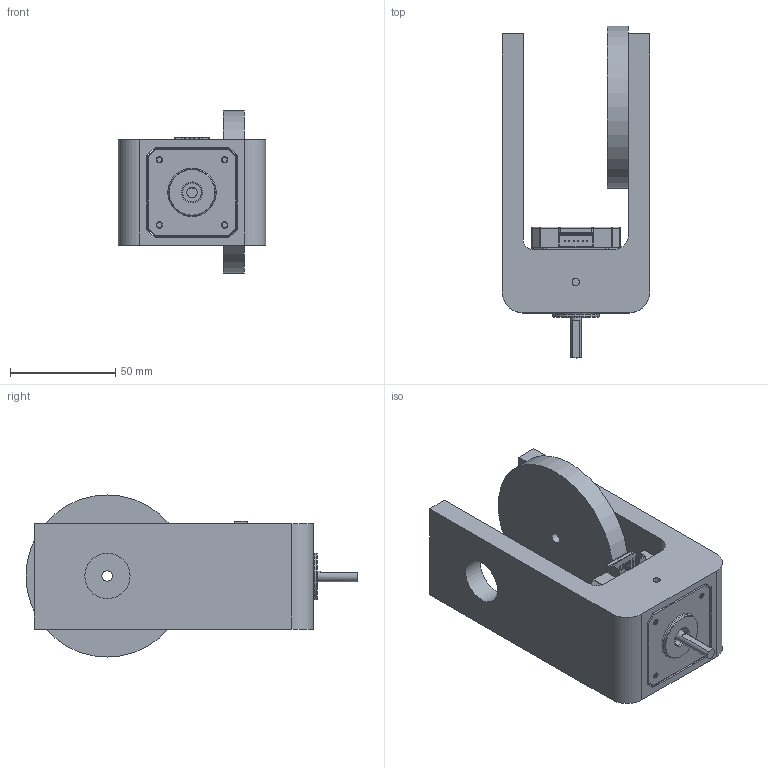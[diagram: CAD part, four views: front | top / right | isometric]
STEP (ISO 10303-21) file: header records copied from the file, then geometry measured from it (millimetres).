
FILE_DESCRIPTION(/* description */ (''),/* implementation_level */ '2;1');
FILE_NAME(/* name */ 'elbow.step',/* time_stamp */ '2025-06-29T19:39:23+05:30',/* author */ (''),/* organization */ (''),/* preprocessor_version */ 'ST-DEVELOPER v20.1',/* originating_system */ 'Autodesk Translation Framework v14.10.0.0',/* authorisation */ '');
FILE_SCHEMA (('AUTOMOTIVE_DESIGN { 1 0 10303 214 3 1 1 }'));
Length unit declared in the file: millimetre
Products named in the file (2): gear1; Nima 17 40x42x5mm
Assembly tree (1 placements, depth 2):
  gear1
    Nima 17 40x42x5mm
Bounding box: 70 x 157.66 x 77 mm (x, y, z)
Volume: 255688.3 mm3; surface area: 72592 mm2
Topology: 14 solids, 14 shells, 410 faces, 1040 edges, 654 vertices
Faces by surface type: cylinder 230, plane 149, sphere 18, bspline 10, torus 2, cone 1
Full cylindrical faces by diameter (mm): 2.5 x64, 3.041 x56, 3.5 x2, 3.6 x6, 5 x2, 6 x4, 9 x3, 15 x2, 21.5 x1, 22 x1, 77 x1
Entity records: 21452 total; most frequent: CARTESIAN_POINT 12038, ORIENTED_EDGE 2048, DIRECTION 1766, EDGE_CURVE 1024, VERTEX_POINT 654, AXIS2_PLACEMENT_3D 619, LINE 528, VECTOR 528
